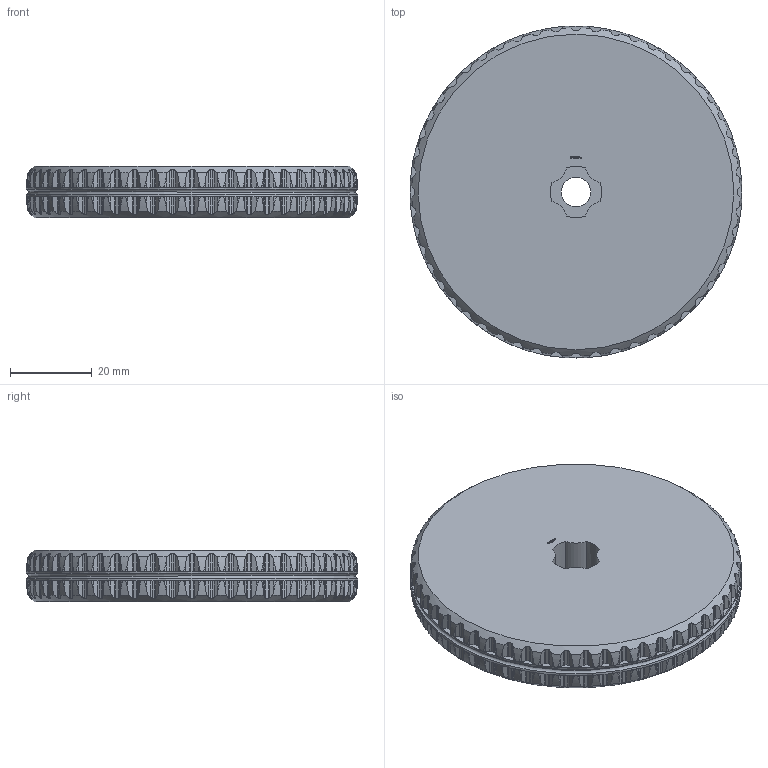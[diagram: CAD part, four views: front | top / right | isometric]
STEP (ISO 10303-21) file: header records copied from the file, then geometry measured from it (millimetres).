
FILE_DESCRIPTION(('FreeCAD Model'),'2;1');
FILE_NAME('Open CASCADE Shape Model','2025-01-01T00:25:10',(''),(''), 'Open CASCADE STEP processor 7.8','FreeCAD','Unknown');
FILE_SCHEMA(('AUTOMOTIVE_DESIGN { 1 0 10303 214 1 1 1 1 }'));
Products named in the file (1): Wheel GND TTRD PLN BU06.50x01.00 - SPN-WHL-0019 (stemfie.org)
Bounding box: 81.25 x 81.25 x 12.5 mm (x, y, z)
Volume: 61151 mm3; surface area: 14636.9 mm2
Topology: 1 solids, 1 shells, 1549 faces, 4478 edges, 2980 vertices
Faces by surface type: plane 642, cylinder 640, extrusion 134, revolution 104, cone 27, torus 2
Full cylindrical faces by diameter (mm): 2 x4, 7.2 x2, 81.25 x2
Entity records: 69278 total; most frequent: CARTESIAN_POINT 29468, ORIENTED_EDGE 8956, DIRECTION 7447, EDGE_CURVE 4478, VERTEX_POINT 2980, AXIS2_PLACEMENT_3D 2526, VECTOR 2291, LINE 2157
